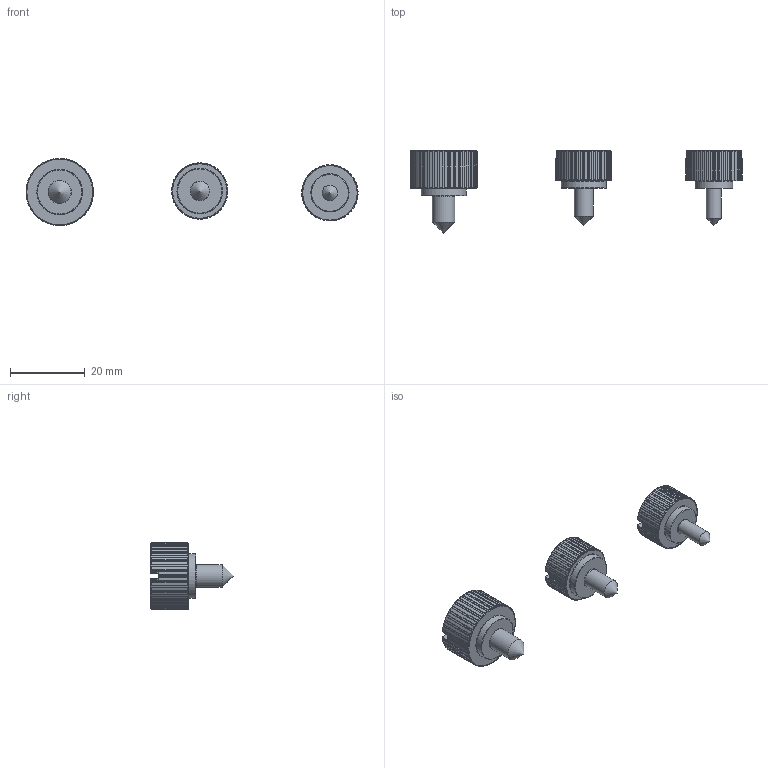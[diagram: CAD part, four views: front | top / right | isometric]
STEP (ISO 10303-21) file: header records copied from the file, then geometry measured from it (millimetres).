
FILE_DESCRIPTION(/* description */ (''),/* implementation_level */ '2;1');
FILE_NAME(/* name */ 'K-HS15-M4_M.stp',/* time_stamp */ '2023-10-31T17:04:11+09:00',/* author */ ('user'),/* organization */ (''),/* preprocessor_version */ 'ST-DEVELOPER v15.6',/* originating_system */ 'Autodesk Inventor 2015',/* authorisation */ '');
FILE_SCHEMA (('AUTOMOTIVE_DESIGN { 1 0 10303 214 3 1 1 }'));
Length unit declared in the file: millimetre
Products named in the file (4): K-HS15-M4-10; K-HS15-M5-10; K-HS18-M6-10; K-HS15-M4_M
Bounding box: 88.61 x 22.05 x 17.99 mm (x, y, z)
Volume: 6248.9 mm3; surface area: 3337.7 mm2
Topology: 3 solids, 3 shells, 537 faces, 1577 edges, 1049 vertices
Faces by surface type: cylinder 372, plane 141, torus 12, cone 12
Full cylindrical faces by diameter (mm): 4 x1, 5 x1, 6 x1, 10 x1, 12 x2
Entity records: 20836 total; most frequent: CARTESIAN_POINT 8038, ORIENTED_EDGE 3094, DIRECTION 2182, EDGE_CURVE 1547, VERTEX_POINT 1043, AXIS2_PLACEMENT_3D 833, EDGE_LOOP 564, FACE_OUTER_BOUND 537
